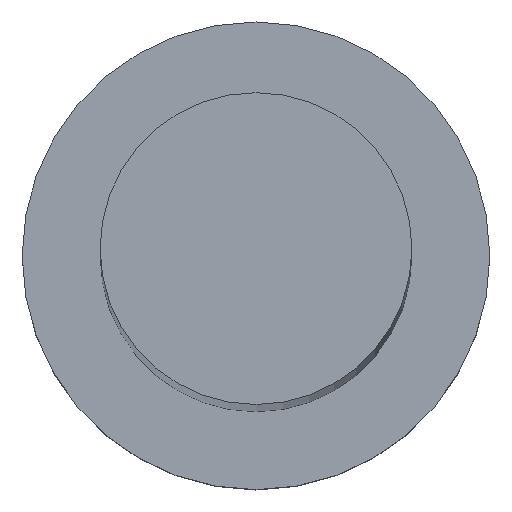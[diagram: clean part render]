
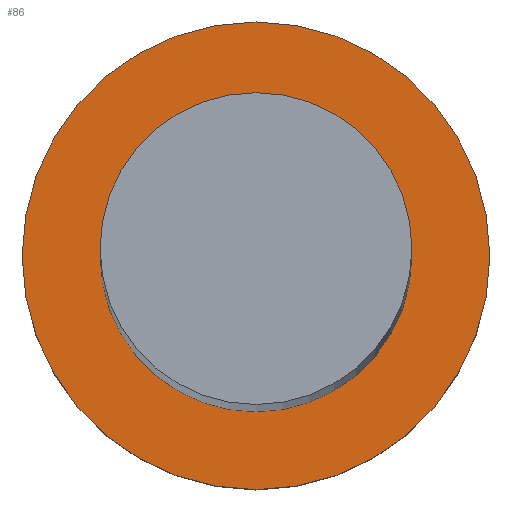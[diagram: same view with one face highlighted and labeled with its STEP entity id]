
A CAD part, top view. The second image highlights one B-rep face of the part: STEP entity #86.
In plain terms, the highlighted planar face has unit normal (0, 0, 1).
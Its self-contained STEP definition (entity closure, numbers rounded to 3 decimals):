
#9 = CARTESIAN_POINT ( 'NONE',  ( 0., 0., 7. ) ) ;
#15 = CARTESIAN_POINT ( 'NONE',  ( 0., 0., 7. ) ) ;
#20 = ORIENTED_EDGE ( 'NONE', *, *, #114, .F. ) ;
#23 = AXIS2_PLACEMENT_3D ( 'NONE', #219, #178, #56 ) ;
#36 = AXIS2_PLACEMENT_3D ( 'NONE', #15, #125, #142 ) ;
#47 = CARTESIAN_POINT ( 'NONE',  ( 6., 0., 7. ) ) ;
#53 = AXIS2_PLACEMENT_3D ( 'NONE', #226, #172, #168 ) ;
#56 = DIRECTION ( 'NONE',  ( 1., 0., 0. ) ) ;
#66 = FACE_OUTER_BOUND ( 'NONE', #179, .T. ) ;
#80 = ORIENTED_EDGE ( 'NONE', *, *, #108, .T. ) ;
#86 = ADVANCED_FACE ( 'NONE', ( #184, #66 ), #88, .T. ) ;
#88 = PLANE ( 'NONE',  #183 ) ;
#102 = EDGE_LOOP ( 'NONE', ( #144, #20 ) ) ;
#103 = AXIS2_PLACEMENT_3D ( 'NONE', #132, #131, #208 ) ;
#104 = CIRCLE ( 'NONE', #103, 9. ) ;
#108 = EDGE_CURVE ( 'NONE', #236, #197, #104, .T. ) ;
#114 = EDGE_CURVE ( 'NONE', #141, #243, #201, .T. ) ;
#116 = CIRCLE ( 'NONE', #23, 9. ) ;
#125 = DIRECTION ( 'NONE',  ( 0., 0., 1. ) ) ;
#128 = CARTESIAN_POINT ( 'NONE',  ( -9., 0., 7. ) ) ;
#131 = DIRECTION ( 'NONE',  ( 0., 0., 1. ) ) ;
#132 = CARTESIAN_POINT ( 'NONE',  ( 0., 0., 7. ) ) ;
#141 = VERTEX_POINT ( 'NONE', #47 ) ;
#142 = DIRECTION ( 'NONE',  ( 1., 0., 0. ) ) ;
#144 = ORIENTED_EDGE ( 'NONE', *, *, #238, .F. ) ;
#154 = DIRECTION ( 'NONE',  ( 1., 0., 0. ) ) ;
#161 = CARTESIAN_POINT ( 'NONE',  ( 9., 0., 7. ) ) ;
#168 = DIRECTION ( 'NONE',  ( 1., 0., 0. ) ) ;
#172 = DIRECTION ( 'NONE',  ( 0., 0., 1. ) ) ;
#178 = DIRECTION ( 'NONE',  ( 0., 0., 1. ) ) ;
#179 = EDGE_LOOP ( 'NONE', ( #217, #80 ) ) ;
#183 = AXIS2_PLACEMENT_3D ( 'NONE', #9, #248, #154 ) ;
#184 = FACE_BOUND ( 'NONE', #102, .T. ) ;
#197 = VERTEX_POINT ( 'NONE', #128 ) ;
#201 = CIRCLE ( 'NONE', #53, 6. ) ;
#203 = CIRCLE ( 'NONE', #36, 6. ) ;
#208 = DIRECTION ( 'NONE',  ( 1., 0., 0. ) ) ;
#217 = ORIENTED_EDGE ( 'NONE', *, *, #228, .T. ) ;
#219 = CARTESIAN_POINT ( 'NONE',  ( 0., 0., 7. ) ) ;
#221 = CARTESIAN_POINT ( 'NONE',  ( -6., 0., 7. ) ) ;
#226 = CARTESIAN_POINT ( 'NONE',  ( 0., 0., 7. ) ) ;
#228 = EDGE_CURVE ( 'NONE', #197, #236, #116, .T. ) ;
#236 = VERTEX_POINT ( 'NONE', #161 ) ;
#238 = EDGE_CURVE ( 'NONE', #243, #141, #203, .T. ) ;
#243 = VERTEX_POINT ( 'NONE', #221 ) ;
#248 = DIRECTION ( 'NONE',  ( 0., 0., 1. ) ) ;
